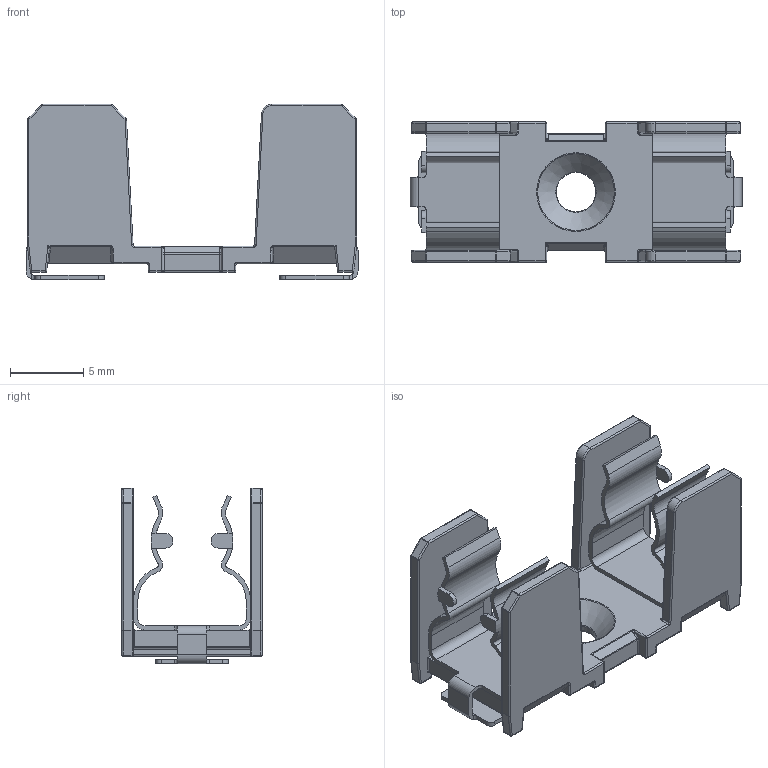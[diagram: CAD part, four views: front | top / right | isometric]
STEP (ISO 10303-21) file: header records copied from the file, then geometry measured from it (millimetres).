
FILE_DESCRIPTION(/* description */ (''),/* implementation_level */ '2;1');
FILE_NAME(/* name */ 'Schurter Inc - 31.8225.step',/* time_stamp */ '2020-05-13T19:49:43+01:00',/* author */ (''),/* organization */ (''),/* preprocessor_version */ 'ST-DEVELOPER v18.1',/* originating_system */ 'Autodesk Translation Framework v9.2.0.1227',/* authorisation */ '');
FILE_SCHEMA (('AUTOMOTIVE_DESIGN { 1 0 10303 214 3 1 1 }'));
Length unit declared in the file: millimetre
Products named in the file (1): Schurter Inc - 31.8225
Bounding box: 22.7 x 9.6 x 12 mm (x, y, z)
Volume: 546.5 mm3; surface area: 1610.3 mm2
Topology: 1 solids, 1 shells, 481 faces, 1150 edges, 657 vertices
Faces by surface type: cylinder 233, plane 130, sphere 64, bspline 30, torus 23, cone 1
Full cylindrical faces by diameter (mm): 2.7 x1
Entity records: 14618 total; most frequent: CARTESIAN_POINT 3142, DIRECTION 2562, ORIENTED_EDGE 2280, EDGE_CURVE 1140, AXIS2_PLACEMENT_3D 988, VERTEX_POINT 657, LINE 586, VECTOR 586
